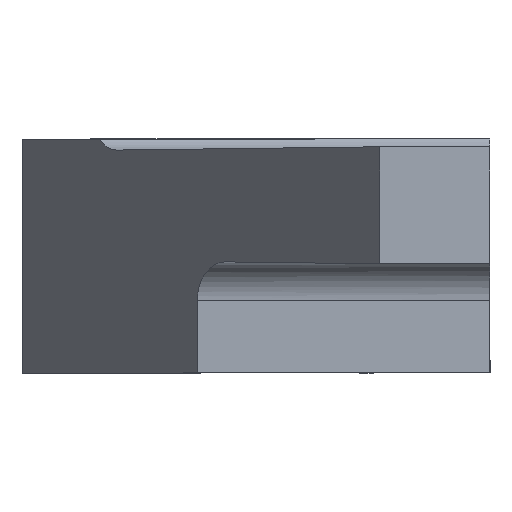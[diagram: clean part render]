
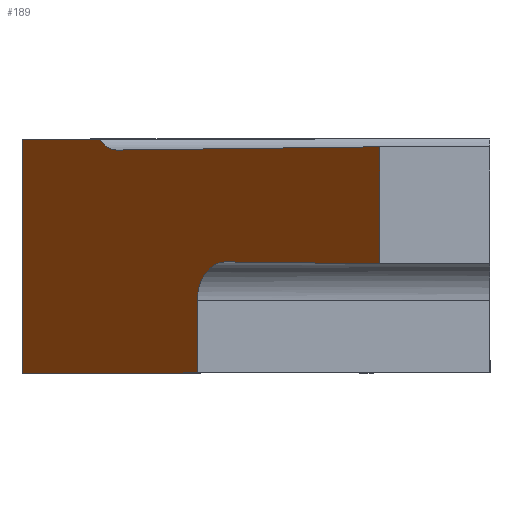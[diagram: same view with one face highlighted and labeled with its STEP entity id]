
A CAD part, left-side view. The second image highlights one B-rep face of the part: STEP entity #189.
In plain terms, the highlighted planar face has unit normal (-0.574, 0.819, 0).
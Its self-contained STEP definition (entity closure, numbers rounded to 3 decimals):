
#4 = DIRECTION ( 'NONE',  ( 0., 0., 1. ) ) ;
#5 = DIRECTION ( 'NONE',  ( 0.819, 0.574, 0.007 ) ) ;
#6 =( BOUNDED_CURVE ( )  B_SPLINE_CURVE ( 3, ( #242, #683, #97, #472 ),
 .UNSPECIFIED., .F., .F. ) 
 B_SPLINE_CURVE_WITH_KNOTS ( ( 4, 4 ),
 ( 4.712, 6.283 ),
 .UNSPECIFIED. ) 
 CURVE ( )  GEOMETRIC_REPRESENTATION_ITEM ( )  RATIONAL_B_SPLINE_CURVE ( ( 1., 0.805, 0.805, 1. ) ) 
 REPRESENTATION_ITEM ( '' )  );
#11 = VECTOR ( 'NONE', #492, 1000. ) ;
#21 = ORIENTED_EDGE ( 'NONE', *, *, #699, .F. ) ;
#25 = CARTESIAN_POINT ( 'NONE',  ( 0., 1.411, 1.5 ) ) ;
#33 = ORIENTED_EDGE ( 'NONE', *, *, #676, .F. ) ;
#39 = LINE ( 'NONE', #25, #520 ) ;
#40 = ORIENTED_EDGE ( 'NONE', *, *, #44, .F. ) ;
#44 = EDGE_CURVE ( 'NONE', #494, #171, #174, .T. ) ;
#51 = LINE ( 'NONE', #362, #593 ) ;
#59 = VECTOR ( 'NONE', #135, 1000. ) ;
#63 = CARTESIAN_POINT ( 'NONE',  ( 2.844, 3.402, -0.075 ) ) ;
#68 = LINE ( 'NONE', #425, #706 ) ;
#70 = CARTESIAN_POINT ( 'NONE',  ( 0., 1.411, 1.4 ) ) ;
#97 = CARTESIAN_POINT ( 'NONE',  ( 3.344, 3.753, -0.282 ) ) ;
#99 = EDGE_CURVE ( 'NONE', #494, #587, #704, .T. ) ;
#108 = CARTESIAN_POINT ( 'NONE',  ( 2.842, 3.4, -0.075 ) ) ;
#110 = EDGE_CURVE ( 'NONE', #256, #587, #51, .T. ) ;
#135 = DIRECTION ( 'NONE',  ( 0., 0., 1. ) ) ;
#137 = CARTESIAN_POINT ( 'NONE',  ( 6.554, 6., 1.5 ) ) ;
#156 = CARTESIAN_POINT ( 'NONE',  ( 3.344, 3.753, -1.5 ) ) ;
#158 = EDGE_CURVE ( 'NONE', #171, #527, #39, .T. ) ;
#171 = VERTEX_POINT ( 'NONE', #137 ) ;
#174 = LINE ( 'NONE', #532, #59 ) ;
#176 = DIRECTION ( 'NONE',  ( 0.819, 0.574, 0. ) ) ;
#186 = EDGE_CURVE ( 'NONE', #654, #256, #6, .T. ) ;
#189 = ADVANCED_FACE ( 'NONE', ( #694 ), #705, .F. ) ;
#199 = ORIENTED_EDGE ( 'NONE', *, *, #327, .F. ) ;
#204 = CARTESIAN_POINT ( 'NONE',  ( 0., 1.411, -1.5 ) ) ;
#214 = VECTOR ( 'NONE', #244, 1000. ) ;
#221 = CARTESIAN_POINT ( 'NONE',  ( 4.818, 4.784, 1.358 ) ) ;
#242 = CARTESIAN_POINT ( 'NONE',  ( 2.844, 3.402, -0.075 ) ) ;
#244 = DIRECTION ( 'NONE',  ( -0.819, -0.574, 0.007 ) ) ;
#256 = VERTEX_POINT ( 'NONE', #378 ) ;
#273 = VERTEX_POINT ( 'NONE', #621 ) ;
#277 = VECTOR ( 'NONE', #4, 1000. ) ;
#278 = VERTEX_POINT ( 'NONE', #300 ) ;
#279 = LINE ( 'NONE', #308, #214 ) ;
#280 = ORIENTED_EDGE ( 'NONE', *, *, #685, .T. ) ;
#300 = CARTESIAN_POINT ( 'NONE',  ( 2.84, 3.399, -0.075 ) ) ;
#308 = CARTESIAN_POINT ( 'NONE',  ( 0.017, 1.423, 1.4 ) ) ;
#310 = ORIENTED_EDGE ( 'NONE', *, *, #99, .T. ) ;
#327 = EDGE_CURVE ( 'NONE', #278, #654, #732, .T. ) ;
#360 = CARTESIAN_POINT ( 'NONE',  ( 0., 1.411, -1.5 ) ) ;
#362 = CARTESIAN_POINT ( 'NONE',  ( 3.344, 3.753, -1.5 ) ) ;
#378 = CARTESIAN_POINT ( 'NONE',  ( 3.344, 3.753, -0.575 ) ) ;
#386 =( BOUNDED_CURVE ( )  B_SPLINE_CURVE ( 3, ( #514, #453, #398, #730 ),
 .UNSPECIFIED., .F., .T. ) 
 B_SPLINE_CURVE_WITH_KNOTS ( ( 4, 4 ),
 ( 0.701, 1.58 ),
 .UNSPECIFIED. ) 
 CURVE ( )  GEOMETRIC_REPRESENTATION_ITEM ( )  RATIONAL_B_SPLINE_CURVE ( ( 1., 0.937, 0.937, 1. ) ) 
 REPRESENTATION_ITEM ( '' )  );
#390 = DIRECTION ( 'NONE',  ( 0.574, -0.819, 0. ) ) ;
#398 = CARTESIAN_POINT ( 'NONE',  ( 4.939, 4.869, 1.357 ) ) ;
#403 = VERTEX_POINT ( 'NONE', #221 ) ;
#407 = CARTESIAN_POINT ( 'NONE',  ( 2.843, 3.401, -0.075 ) ) ;
#421 = EDGE_CURVE ( 'NONE', #527, #403, #386, .T. ) ;
#425 = CARTESIAN_POINT ( 'NONE',  ( -0.008, 1.405, -0.1 ) ) ;
#453 = CARTESIAN_POINT ( 'NONE',  ( 5.049, 4.946, 1.407 ) ) ;
#455 = CARTESIAN_POINT ( 'NONE',  ( 0., 1.411, -1.5 ) ) ;
#465 = ORIENTED_EDGE ( 'NONE', *, *, #421, .F. ) ;
#472 = CARTESIAN_POINT ( 'NONE',  ( 3.344, 3.753, -0.575 ) ) ;
#489 = ORIENTED_EDGE ( 'NONE', *, *, #186, .F. ) ;
#492 = DIRECTION ( 'NONE',  ( -0.819, -0.574, 0. ) ) ;
#494 = VERTEX_POINT ( 'NONE', #502 ) ;
#502 = CARTESIAN_POINT ( 'NONE',  ( 6.554, 6., -1.5 ) ) ;
#514 = CARTESIAN_POINT ( 'NONE',  ( 5.127, 5.001, 1.5 ) ) ;
#520 = VECTOR ( 'NONE', #651, 1000. ) ;
#527 = VERTEX_POINT ( 'NONE', #661 ) ;
#532 = CARTESIAN_POINT ( 'NONE',  ( 6.554, 6., -1.5 ) ) ;
#552 = ORIENTED_EDGE ( 'NONE', *, *, #158, .F. ) ;
#567 = CARTESIAN_POINT ( 'NONE',  ( 2.84, 3.399, -0.075 ) ) ;
#570 = ORIENTED_EDGE ( 'NONE', *, *, #110, .F. ) ;
#587 = VERTEX_POINT ( 'NONE', #156 ) ;
#593 = VECTOR ( 'NONE', #598, 1000. ) ;
#598 = DIRECTION ( 'NONE',  ( 0., 0., -1. ) ) ;
#621 = CARTESIAN_POINT ( 'NONE',  ( 0., 1.411, -0.1 ) ) ;
#632 = VERTEX_POINT ( 'NONE', #70 ) ;
#634 = AXIS2_PLACEMENT_3D ( 'NONE', #455, #390, #176 ) ;
#651 = DIRECTION ( 'NONE',  ( -0.819, -0.574, 0. ) ) ;
#654 = VERTEX_POINT ( 'NONE', #63 ) ;
#656 = EDGE_LOOP ( 'NONE', ( #552, #40, #310, #570, #489, #199, #21, #280, #33, #465 ) ) ;
#659 = LINE ( 'NONE', #360, #277 ) ;
#661 = CARTESIAN_POINT ( 'NONE',  ( 5.127, 5.001, 1.5 ) ) ;
#676 = EDGE_CURVE ( 'NONE', #403, #632, #279, .T. ) ;
#683 = CARTESIAN_POINT ( 'NONE',  ( 3.137, 3.608, -0.075 ) ) ;
#685 = EDGE_CURVE ( 'NONE', #273, #632, #659, .T. ) ;
#694 = FACE_OUTER_BOUND ( 'NONE', #656, .T. ) ;
#699 = EDGE_CURVE ( 'NONE', #273, #278, #68, .T. ) ;
#704 = LINE ( 'NONE', #204, #11 ) ;
#705 = PLANE ( 'NONE',  #634 ) ;
#706 = VECTOR ( 'NONE', #5, 1000. ) ;
#730 = CARTESIAN_POINT ( 'NONE',  ( 4.818, 4.784, 1.358 ) ) ;
#732 =( BOUNDED_CURVE ( )  B_SPLINE_CURVE ( 3, ( #567, #108, #407, #740 ),
 .UNSPECIFIED., .F., .F. ) 
 B_SPLINE_CURVE_WITH_KNOTS ( ( 4, 4 ),
 ( 4.704, 4.712 ),
 .UNSPECIFIED. ) 
 CURVE ( )  GEOMETRIC_REPRESENTATION_ITEM ( )  RATIONAL_B_SPLINE_CURVE ( ( 1., 1., 1., 1. ) ) 
 REPRESENTATION_ITEM ( '' )  );
#740 = CARTESIAN_POINT ( 'NONE',  ( 2.844, 3.402, -0.075 ) ) ;
